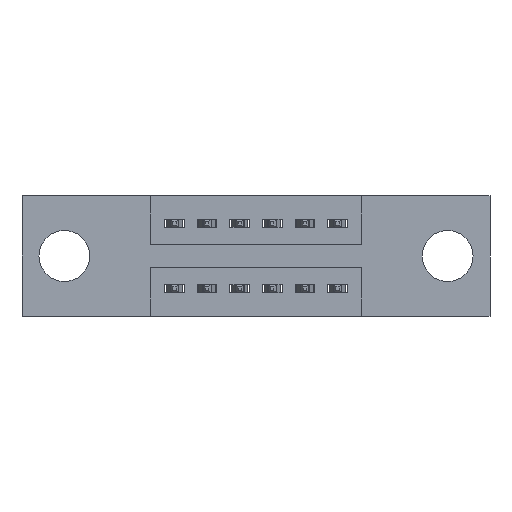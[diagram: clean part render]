
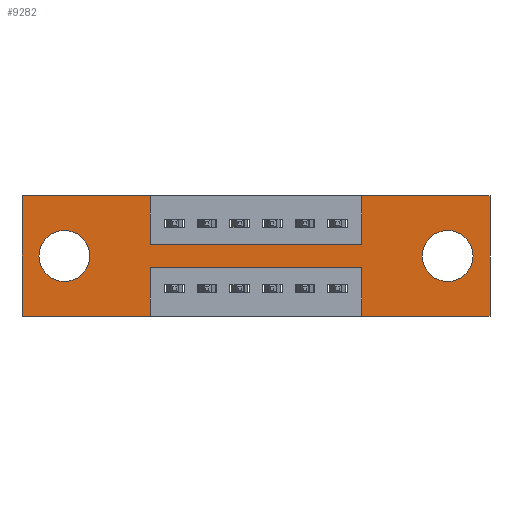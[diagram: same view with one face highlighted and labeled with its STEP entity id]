
A CAD part, front view. The second image highlights one B-rep face of the part: STEP entity #9282.
In plain terms, the highlighted planar face has unit normal (0, -1, 0).
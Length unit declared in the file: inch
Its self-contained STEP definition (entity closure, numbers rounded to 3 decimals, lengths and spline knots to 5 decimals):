
#69 = CIRCLE ( 'NONE', #5547, 0.078 ) ;
#135 = CARTESIAN_POINT ( 'NONE',  ( 0., 0., -0.37 ) ) ;
#163 = EDGE_CURVE ( 'NONE', #3975, #3739, #772, .T. ) ;
#210 = AXIS2_PLACEMENT_3D ( 'NONE', #418, #9672, #8880 ) ;
#276 = LINE ( 'NONE', #4225, #7338 ) ;
#391 = AXIS2_PLACEMENT_3D ( 'NONE', #5226, #1443, #4529 ) ;
#403 = DIRECTION ( 'NONE',  ( 0., 1., 0. ) ) ;
#409 = VECTOR ( 'NONE', #8541, 39.37008 ) ;
#418 = CARTESIAN_POINT ( 'NONE',  ( 1.305, 0., -0.185 ) ) ;
#561 = CARTESIAN_POINT ( 'NONE',  ( 1.435, 0., -0.37 ) ) ;
#595 = CARTESIAN_POINT ( 'NONE',  ( 1.0425, 0., -0.22 ) ) ;
#618 = ORIENTED_EDGE ( 'NONE', *, *, #5802, .F. ) ;
#735 = LINE ( 'NONE', #8635, #9167 ) ;
#772 = LINE ( 'NONE', #9368, #6005 ) ;
#800 = EDGE_CURVE ( 'NONE', #3409, #1309, #8705, .T. ) ;
#815 = EDGE_CURVE ( 'NONE', #3091, #8384, #7775, .T. ) ;
#833 = CARTESIAN_POINT ( 'NONE',  ( 1.305, 0., -0.263 ) ) ;
#970 = CARTESIAN_POINT ( 'NONE',  ( 1.305, 0., -0.185 ) ) ;
#1177 = DIRECTION ( 'NONE',  ( 0., 0., 1. ) ) ;
#1180 = VERTEX_POINT ( 'NONE', #7417 ) ;
#1208 = ORIENTED_EDGE ( 'NONE', *, *, #815, .F. ) ;
#1226 = CARTESIAN_POINT ( 'NONE',  ( 0.3925, 0., -0.22 ) ) ;
#1309 = VERTEX_POINT ( 'NONE', #6876 ) ;
#1402 = ORIENTED_EDGE ( 'NONE', *, *, #4404, .F. ) ;
#1443 = DIRECTION ( 'NONE',  ( 0., -1., 0. ) ) ;
#1594 = ORIENTED_EDGE ( 'NONE', *, *, #163, .F. ) ;
#1663 = ORIENTED_EDGE ( 'NONE', *, *, #7968, .T. ) ;
#1776 = ORIENTED_EDGE ( 'NONE', *, *, #3532, .F. ) ;
#1781 = CARTESIAN_POINT ( 'NONE',  ( 0., 0., -0.37 ) ) ;
#1932 = AXIS2_PLACEMENT_3D ( 'NONE', #970, #9324, #7701 ) ;
#2038 = VECTOR ( 'NONE', #7530, 39.37008 ) ;
#2073 = CARTESIAN_POINT ( 'NONE',  ( 0.3925, 0., -0.15 ) ) ;
#2122 = DIRECTION ( 'NONE',  ( 1., 0., 0. ) ) ;
#2128 = EDGE_CURVE ( 'NONE', #8543, #8169, #8460, .T. ) ;
#2160 = PLANE ( 'NONE',  #391 ) ;
#2214 = CARTESIAN_POINT ( 'NONE',  ( 0.13, 0., -0.185 ) ) ;
#2317 = CARTESIAN_POINT ( 'NONE',  ( 0.3925, 0., 0. ) ) ;
#2396 = DIRECTION ( 'NONE',  ( -1., 0., 0. ) ) ;
#2461 = CARTESIAN_POINT ( 'NONE',  ( 0.3925, 0., 0. ) ) ;
#2492 = VERTEX_POINT ( 'NONE', #2073 ) ;
#2505 = DIRECTION ( 'NONE',  ( 0., 0., 1. ) ) ;
#2736 = LINE ( 'NONE', #5041, #9820 ) ;
#2876 = VECTOR ( 'NONE', #2122, 39.37008 ) ;
#2920 = DIRECTION ( 'NONE',  ( 0., 1., 0. ) ) ;
#2953 = EDGE_LOOP ( 'NONE', ( #9413, #5595 ) ) ;
#2957 = CARTESIAN_POINT ( 'NONE',  ( 0.3925, 0., -0.37 ) ) ;
#3091 = VERTEX_POINT ( 'NONE', #595 ) ;
#3227 = VECTOR ( 'NONE', #7647, 39.37008 ) ;
#3263 = DIRECTION ( 'NONE',  ( 0., 0., 1. ) ) ;
#3348 = CARTESIAN_POINT ( 'NONE',  ( 1.0425, 0., -0.15 ) ) ;
#3409 = VERTEX_POINT ( 'NONE', #4956 ) ;
#3532 = EDGE_CURVE ( 'NONE', #8384, #6332, #9723, .T. ) ;
#3595 = CARTESIAN_POINT ( 'NONE',  ( 0.13, 0., -0.185 ) ) ;
#3666 = EDGE_CURVE ( 'NONE', #8169, #8543, #9362, .T. ) ;
#3707 = ORIENTED_EDGE ( 'NONE', *, *, #6933, .F. ) ;
#3739 = VERTEX_POINT ( 'NONE', #5467 ) ;
#3865 = VERTEX_POINT ( 'NONE', #3348 ) ;
#3975 = VERTEX_POINT ( 'NONE', #561 ) ;
#4004 = DIRECTION ( 'NONE',  ( 1., 0., 0. ) ) ;
#4075 = LINE ( 'NONE', #135, #409 ) ;
#4168 = CIRCLE ( 'NONE', #4948, 0.078 ) ;
#4225 = CARTESIAN_POINT ( 'NONE',  ( 0., 0., 0. ) ) ;
#4404 = EDGE_CURVE ( 'NONE', #1180, #7449, #6619, .T. ) ;
#4434 = FACE_BOUND ( 'NONE', #2953, .T. ) ;
#4446 = CARTESIAN_POINT ( 'NONE',  ( 0.3925, 0., -0.15 ) ) ;
#4460 = EDGE_CURVE ( 'NONE', #2492, #3865, #5185, .T. ) ;
#4492 = EDGE_CURVE ( 'NONE', #6332, #9518, #4075, .T. ) ;
#4497 = EDGE_LOOP ( 'NONE', ( #1663, #5348 ) ) ;
#4529 = DIRECTION ( 'NONE',  ( 0., 0., -1. ) ) ;
#4608 = CARTESIAN_POINT ( 'NONE',  ( 1.305, 0., -0.107 ) ) ;
#4948 = AXIS2_PLACEMENT_3D ( 'NONE', #3595, #403, #2505 ) ;
#4956 = CARTESIAN_POINT ( 'NONE',  ( 1.0425, 0., 0. ) ) ;
#5041 = CARTESIAN_POINT ( 'NONE',  ( 1.0425, 0., 0. ) ) ;
#5185 = LINE ( 'NONE', #4446, #2038 ) ;
#5226 = CARTESIAN_POINT ( 'NONE',  ( 0., 0., -0.37 ) ) ;
#5348 = ORIENTED_EDGE ( 'NONE', *, *, #6923, .T. ) ;
#5457 = ORIENTED_EDGE ( 'NONE', *, *, #6762, .F. ) ;
#5467 = CARTESIAN_POINT ( 'NONE',  ( 1.0425, 0., -0.37 ) ) ;
#5544 = DIRECTION ( 'NONE',  ( -1., 0., 0. ) ) ;
#5547 = AXIS2_PLACEMENT_3D ( 'NONE', #2214, #2920, #5895 ) ;
#5591 = LINE ( 'NONE', #2461, #7510 ) ;
#5595 = ORIENTED_EDGE ( 'NONE', *, *, #3666, .T. ) ;
#5600 = VECTOR ( 'NONE', #6605, 39.37008 ) ;
#5642 = LINE ( 'NONE', #8892, #5600 ) ;
#5802 = EDGE_CURVE ( 'NONE', #1309, #3975, #5642, .T. ) ;
#5895 = DIRECTION ( 'NONE',  ( 0., 0., 1. ) ) ;
#6005 = VECTOR ( 'NONE', #2396, 39.37008 ) ;
#6077 = VERTEX_POINT ( 'NONE', #8088 ) ;
#6163 = VECTOR ( 'NONE', #4004, 39.37008 ) ;
#6332 = VERTEX_POINT ( 'NONE', #7175 ) ;
#6354 = ORIENTED_EDGE ( 'NONE', *, *, #4492, .F. ) ;
#6605 = DIRECTION ( 'NONE',  ( 0., 0., -1. ) ) ;
#6619 = LINE ( 'NONE', #9702, #2876 ) ;
#6686 = ORIENTED_EDGE ( 'NONE', *, *, #800, .F. ) ;
#6762 = EDGE_CURVE ( 'NONE', #3739, #3091, #735, .T. ) ;
#6767 = FACE_OUTER_BOUND ( 'NONE', #8988, .T. ) ;
#6876 = CARTESIAN_POINT ( 'NONE',  ( 1.435, 0., 0. ) ) ;
#6923 = EDGE_CURVE ( 'NONE', #6077, #8928, #4168, .T. ) ;
#6933 = EDGE_CURVE ( 'NONE', #3865, #3409, #2736, .T. ) ;
#6973 = VECTOR ( 'NONE', #5544, 39.37008 ) ;
#7056 = DIRECTION ( 'NONE',  ( 0., 0., -1. ) ) ;
#7112 = CARTESIAN_POINT ( 'NONE',  ( 0., 0., 0. ) ) ;
#7115 = CARTESIAN_POINT ( 'NONE',  ( 0.13, 0., -0.107 ) ) ;
#7175 = CARTESIAN_POINT ( 'NONE',  ( 0.3925, 0., -0.37 ) ) ;
#7338 = VECTOR ( 'NONE', #1177, 39.37008 ) ;
#7417 = CARTESIAN_POINT ( 'NONE',  ( 0., 0., 0. ) ) ;
#7449 = VERTEX_POINT ( 'NONE', #2317 ) ;
#7510 = VECTOR ( 'NONE', #7056, 39.37008 ) ;
#7519 = FACE_BOUND ( 'NONE', #4497, .T. ) ;
#7530 = DIRECTION ( 'NONE',  ( 1., 0., 0. ) ) ;
#7647 = DIRECTION ( 'NONE',  ( 0., 0., -1. ) ) ;
#7696 = ORIENTED_EDGE ( 'NONE', *, *, #4460, .F. ) ;
#7701 = DIRECTION ( 'NONE',  ( 0., 0., -1. ) ) ;
#7775 = LINE ( 'NONE', #9242, #6973 ) ;
#7912 = DIRECTION ( 'NONE',  ( 0., 0., 1. ) ) ;
#7968 = EDGE_CURVE ( 'NONE', #8928, #6077, #69, .T. ) ;
#8088 = CARTESIAN_POINT ( 'NONE',  ( 0.13, 0., -0.263 ) ) ;
#8169 = VERTEX_POINT ( 'NONE', #833 ) ;
#8384 = VERTEX_POINT ( 'NONE', #1226 ) ;
#8460 = CIRCLE ( 'NONE', #210, 0.078 ) ;
#8541 = DIRECTION ( 'NONE',  ( -1., 0., 0. ) ) ;
#8543 = VERTEX_POINT ( 'NONE', #4608 ) ;
#8568 = ORIENTED_EDGE ( 'NONE', *, *, #9332, .F. ) ;
#8635 = CARTESIAN_POINT ( 'NONE',  ( 1.0425, 0., -0.37 ) ) ;
#8705 = LINE ( 'NONE', #7112, #6163 ) ;
#8880 = DIRECTION ( 'NONE',  ( 0., 0., -1. ) ) ;
#8892 = CARTESIAN_POINT ( 'NONE',  ( 1.435, 0., 0. ) ) ;
#8928 = VERTEX_POINT ( 'NONE', #7115 ) ;
#8988 = EDGE_LOOP ( 'NONE', ( #1776, #1208, #5457, #1594, #618, #6686, #3707, #7696, #8568, #1402, #9628, #6354 ) ) ;
#9167 = VECTOR ( 'NONE', #3263, 39.37008 ) ;
#9242 = CARTESIAN_POINT ( 'NONE',  ( 0.3925, 0., -0.22 ) ) ;
#9282 = ADVANCED_FACE ( 'NONE', ( #4434, #7519, #6767 ), #2160, .T. ) ;
#9324 = DIRECTION ( 'NONE',  ( 0., 1., 0. ) ) ;
#9332 = EDGE_CURVE ( 'NONE', #7449, #2492, #5591, .T. ) ;
#9362 = CIRCLE ( 'NONE', #1932, 0.078 ) ;
#9368 = CARTESIAN_POINT ( 'NONE',  ( 0., 0., -0.37 ) ) ;
#9413 = ORIENTED_EDGE ( 'NONE', *, *, #2128, .T. ) ;
#9518 = VERTEX_POINT ( 'NONE', #1781 ) ;
#9555 = EDGE_CURVE ( 'NONE', #9518, #1180, #276, .T. ) ;
#9628 = ORIENTED_EDGE ( 'NONE', *, *, #9555, .F. ) ;
#9672 = DIRECTION ( 'NONE',  ( 0., 1., 0. ) ) ;
#9702 = CARTESIAN_POINT ( 'NONE',  ( 0., 0., 0. ) ) ;
#9723 = LINE ( 'NONE', #2957, #3227 ) ;
#9820 = VECTOR ( 'NONE', #7912, 39.37008 ) ;
